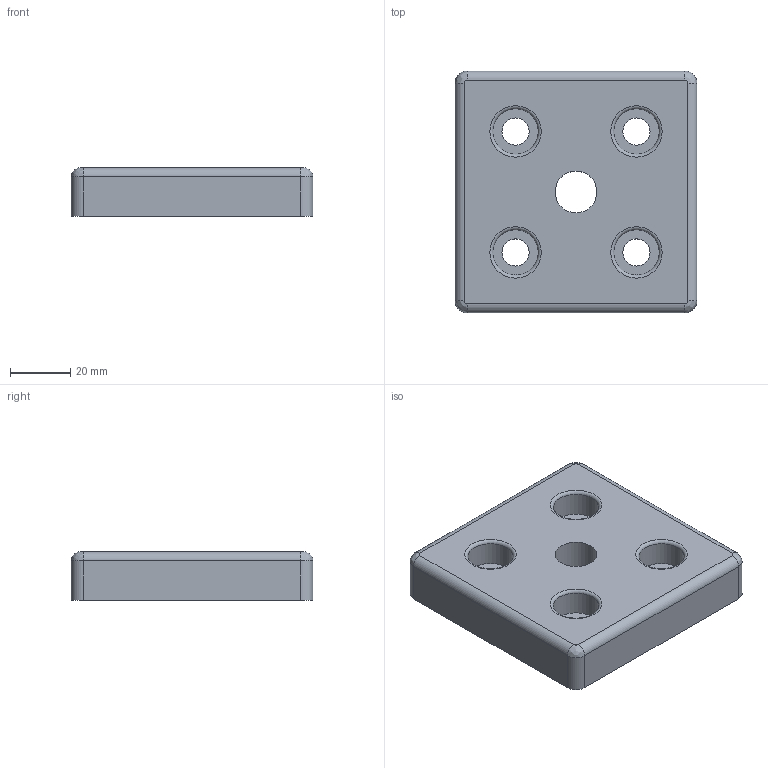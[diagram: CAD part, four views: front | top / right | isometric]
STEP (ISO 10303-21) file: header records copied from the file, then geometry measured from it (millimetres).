
FILE_DESCRIPTION(/* description */ ('STEP AP214'),/* implementation_level */ '2;1');
FILE_NAME(/* name */ '1025266.stp',/* time_stamp */ '2024-06-27T14:32:23+02:00',/* author */ ('Bo'),/* organization */ ('CADENAS'),/* preprocessor_version */ 'ST-DEVELOPER v20',/* originating_system */ 'Autodesk Inventor 2025',/* authorisation */ ' ');
FILE_SCHEMA (('AUTOMOTIVE_DESIGN { 1 0 10303 214 3 1 1 }'));
Length unit declared in the file: millimetre
Products named in the file (1): 1025266
Bounding box: 80 x 80 x 16 mm (x, y, z)
Volume: 57421.4 mm3; surface area: 29131.4 mm2
Topology: 1 solids, 1 shells, 123 faces, 315 edges, 206 vertices
Faces by surface type: cylinder 73, plane 42, bspline 4, torus 4
Full cylindrical faces by diameter (mm): 9 x4, 13.835 x1, 15 x4
Entity records: 3879 total; most frequent: DIRECTION 713, CARTESIAN_POINT 677, ORIENTED_EDGE 630, EDGE_CURVE 315, AXIS2_PLACEMENT_3D 278, VERTEX_POINT 206, CIRCLE 158, LINE 157
